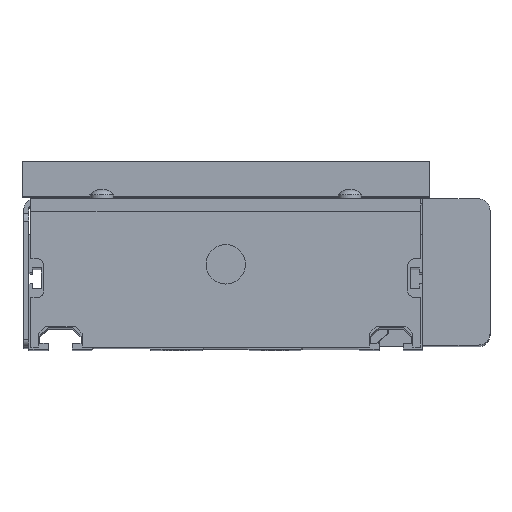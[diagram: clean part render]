
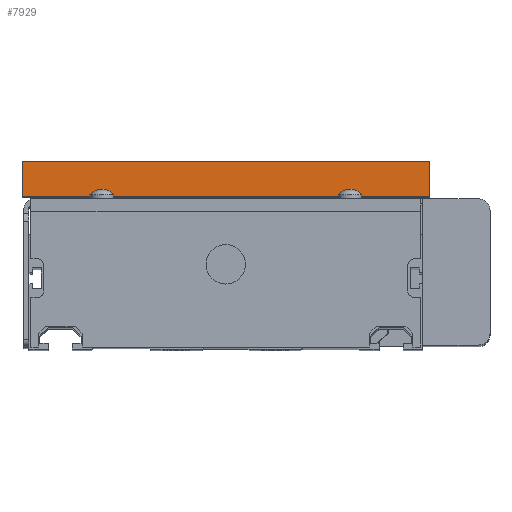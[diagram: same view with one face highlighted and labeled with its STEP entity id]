
A CAD part, top view. The second image highlights one B-rep face of the part: STEP entity #7929.
In plain terms, the highlighted planar face has unit normal (0, 0, 1).
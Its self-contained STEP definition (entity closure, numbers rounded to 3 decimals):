
#642 = VERTEX_POINT ( 'NONE', #18884 ) ;
#969 = FACE_OUTER_BOUND ( 'NONE', #12482, .T. ) ;
#1586 = VECTOR ( 'NONE', #14203, 1000. ) ;
#2468 = LINE ( 'NONE', #6073, #17164 ) ;
#2691 = VERTEX_POINT ( 'NONE', #8146 ) ;
#2927 = ORIENTED_EDGE ( 'NONE', *, *, #17397, .T. ) ;
#3253 = CARTESIAN_POINT ( 'NONE',  ( 51.75, 17.5, 90. ) ) ;
#4068 = AXIS2_PLACEMENT_3D ( 'NONE', #23170, #19618, #15549 ) ;
#4700 = PLANE ( 'NONE',  #4068 ) ;
#6073 = CARTESIAN_POINT ( 'NONE',  ( -51.75, 26.5, 90. ) ) ;
#7929 = ADVANCED_FACE ( 'NONE', ( #969 ), #4700, .T. ) ;
#8146 = CARTESIAN_POINT ( 'NONE',  ( -51.75, 26.5, 90. ) ) ;
#8588 = CARTESIAN_POINT ( 'NONE',  ( -51.75, 17.5, 90. ) ) ;
#8761 = VECTOR ( 'NONE', #18241, 1000. ) ;
#12011 = ORIENTED_EDGE ( 'NONE', *, *, #19589, .F. ) ;
#12370 = VERTEX_POINT ( 'NONE', #15991 ) ;
#12482 = EDGE_LOOP ( 'NONE', ( #23009, #12011, #12852, #2927 ) ) ;
#12841 = LINE ( 'NONE', #21692, #8761 ) ;
#12852 = ORIENTED_EDGE ( 'NONE', *, *, #17754, .T. ) ;
#14203 = DIRECTION ( 'NONE',  ( 1., 0., 0. ) ) ;
#15549 = DIRECTION ( 'NONE',  ( 1., 0., 0. ) ) ;
#15908 = EDGE_CURVE ( 'NONE', #2691, #23452, #2468, .T. ) ;
#15991 = CARTESIAN_POINT ( 'NONE',  ( -51.75, 17.5, 90. ) ) ;
#16495 = DIRECTION ( 'NONE',  ( 0., 1., 0. ) ) ;
#16628 = CARTESIAN_POINT ( 'NONE',  ( 51.75, 26.5, 90. ) ) ;
#17158 = DIRECTION ( 'NONE',  ( 1., 0., 0. ) ) ;
#17164 = VECTOR ( 'NONE', #17158, 1000. ) ;
#17397 = EDGE_CURVE ( 'NONE', #642, #23452, #19627, .T. ) ;
#17754 = EDGE_CURVE ( 'NONE', #12370, #642, #23268, .T. ) ;
#18241 = DIRECTION ( 'NONE',  ( 0., 1., 0. ) ) ;
#18884 = CARTESIAN_POINT ( 'NONE',  ( 51.75, 17.5, 90. ) ) ;
#19589 = EDGE_CURVE ( 'NONE', #12370, #2691, #12841, .T. ) ;
#19618 = DIRECTION ( 'NONE',  ( 0., 0., 1. ) ) ;
#19627 = LINE ( 'NONE', #3253, #19900 ) ;
#19900 = VECTOR ( 'NONE', #16495, 1000. ) ;
#21692 = CARTESIAN_POINT ( 'NONE',  ( -51.75, 17.5, 90. ) ) ;
#23009 = ORIENTED_EDGE ( 'NONE', *, *, #15908, .F. ) ;
#23170 = CARTESIAN_POINT ( 'NONE',  ( -51.75, 17.5, 90. ) ) ;
#23268 = LINE ( 'NONE', #8588, #1586 ) ;
#23452 = VERTEX_POINT ( 'NONE', #16628 ) ;
